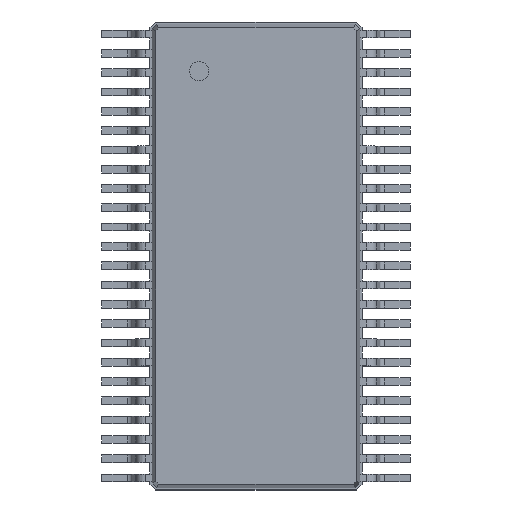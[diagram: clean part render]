
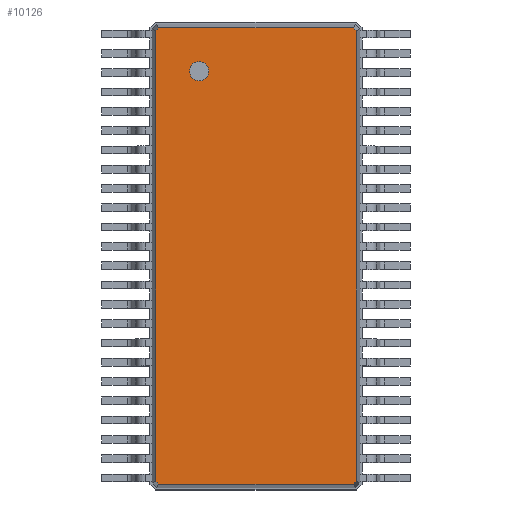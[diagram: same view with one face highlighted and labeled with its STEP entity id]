
A CAD part, top view. The second image highlights one B-rep face of the part: STEP entity #10126.
In plain terms, the highlighted planar face has unit normal (0, 0, 1).
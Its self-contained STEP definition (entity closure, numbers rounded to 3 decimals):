
#13=DIRECTION('',(0.,0.,1.));
#27=VECTOR('',#28,1.);
#28=DIRECTION('',(1.,0.,0.));
#51=VECTOR('',#52,1.);
#52=DIRECTION('',(0.707,-0.707,0.));
#58=VECTOR('',#59,1.);
#59=DIRECTION('',(0.,-1.,0.));
#65=VECTOR('',#66,1.);
#66=DIRECTION('',(-0.707,-0.707,0.));
#72=VECTOR('',#73,1.);
#73=DIRECTION('',(-1.,0.,0.));
#79=VECTOR('',#80,1.);
#80=DIRECTION('',(-0.707,0.707,0.));
#86=VECTOR('',#87,1.);
#87=DIRECTION('',(0.,1.,0.));
#91=VECTOR('',#92,1.);
#92=DIRECTION('',(0.707,0.707,0.));
#2833=VERTEX_POINT('',#2834);
#2834=CARTESIAN_POINT('',(-2.079,4.669,1.2));
#2836=ORIENTED_EDGE('',*,*,#2837,.F.);
#2837=EDGE_CURVE('',#2838,#2833,#2840,.T.);
#2838=VERTEX_POINT('',#2839);
#2839=CARTESIAN_POINT('',(-2.079,-4.669,1.2));
#2840=LINE('',#2839,#86);
#2851=VERTEX_POINT('',#2852);
#2852=CARTESIAN_POINT('',(-2.019,4.729,1.2));
#2854=ORIENTED_EDGE('',*,*,#2855,.F.);
#2855=EDGE_CURVE('',#2833,#2851,#2856,.T.);
#2856=LINE('',#2834,#91);
#2865=VERTEX_POINT('',#2866);
#2866=CARTESIAN_POINT('',(2.019,4.729,1.2));
#2868=ORIENTED_EDGE('',*,*,#2869,.F.);
#2869=EDGE_CURVE('',#2851,#2865,#2870,.T.);
#2870=LINE('',#2852,#27);
#2879=VERTEX_POINT('',#2880);
#2880=CARTESIAN_POINT('',(2.079,4.669,1.2));
#2882=ORIENTED_EDGE('',*,*,#2883,.F.);
#2883=EDGE_CURVE('',#2865,#2879,#2884,.T.);
#2884=LINE('',#2866,#51);
#3085=VERTEX_POINT('',#3086);
#3086=CARTESIAN_POINT('',(2.079,-4.669,1.2));
#3088=ORIENTED_EDGE('',*,*,#3089,.F.);
#3089=EDGE_CURVE('',#2879,#3085,#3090,.T.);
#3090=LINE('',#2880,#58);
#10126=ADVANCED_FACE('',(#10127,#10142),#10152,.T.);
#10127=FACE_BOUND('',#10128,.T.);
#10128=EDGE_LOOP('',(#2868,#2854,#2836,#10129,#10134,#10139,#3088,#2882));
#10129=ORIENTED_EDGE('',*,*,#10130,.F.);
#10130=EDGE_CURVE('',#10131,#2838,#10133,.T.);
#10131=VERTEX_POINT('',#10132);
#10132=CARTESIAN_POINT('',(-2.019,-4.729,1.2));
#10133=LINE('',#10132,#79);
#10134=ORIENTED_EDGE('',*,*,#10135,.F.);
#10135=EDGE_CURVE('',#10136,#10131,#10138,.T.);
#10136=VERTEX_POINT('',#10137);
#10137=CARTESIAN_POINT('',(2.019,-4.729,1.2));
#10138=LINE('',#10137,#72);
#10139=ORIENTED_EDGE('',*,*,#10140,.F.);
#10140=EDGE_CURVE('',#3085,#10136,#10141,.T.);
#10141=LINE('',#3086,#65);
#10142=FACE_BOUND('',#10143,.T.);
#10143=EDGE_LOOP('',(#10144));
#10144=ORIENTED_EDGE('',*,*,#10145,.T.);
#10145=EDGE_CURVE('',#10146,#10146,#10148,.T.);
#10146=VERTEX_POINT('',#10147);
#10147=CARTESIAN_POINT('',(-1.179,3.629,1.2));
#10148=CIRCLE('',#10149,0.2);
#10149=AXIS2_PLACEMENT_3D('',#10150,#10151,#59);
#10150=CARTESIAN_POINT('',(-1.179,3.829,1.2));
#10151=DIRECTION('',(0.,-0.,-1.));
#10152=PLANE('',#10153);
#10153=AXIS2_PLACEMENT_3D('',#2852,#13,#10154);
#10154=DIRECTION('',(0.393,-0.92,0.));
